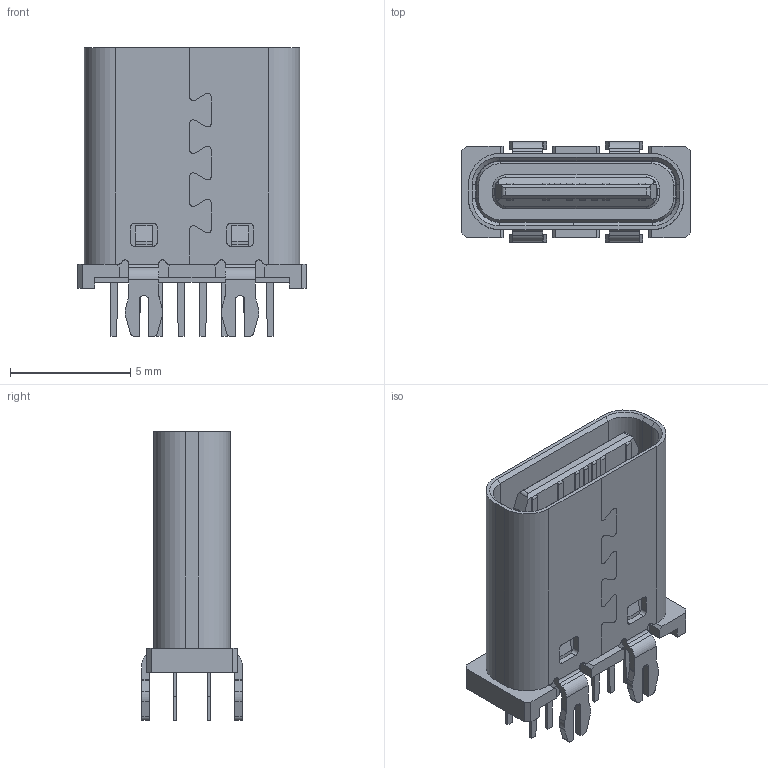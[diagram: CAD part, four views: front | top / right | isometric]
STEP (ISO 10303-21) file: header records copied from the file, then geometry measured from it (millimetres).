
FILE_DESCRIPTION (( 'STEP AP214' ), '1' );
FILE_NAME ('TYPEC-214-ARP14H100.STEP', '2025-10-28T08:04:29', ( '' ), ( '' ), 'SwSTEP 2.0', 'SolidWorks 2021', '' );
FILE_SCHEMA (( 'AUTOMOTIVE_DESIGN' ));
Length unit declared in the file: millimetre
Products named in the file (1): TYPEC-214-ARP14H100
Bounding box: 9.5 x 4.16 x 12 mm (x, y, z)
Volume: 195 mm3; surface area: 702.8 mm2
Topology: 2 solids, 2 shells, 812 faces, 2252 edges, 1494 vertices
Faces by surface type: plane 536, cylinder 150, bspline 106, cone 16, torus 4
Entity records: 35441 total; most frequent: CARTESIAN_POINT 6329, ORIENTED_EDGE 4504, DIRECTION 3660, EDGE_CURVE 2252, LINE 1674, VECTOR 1674, VERTEX_POINT 1494, AXIS2_PLACEMENT_3D 993
